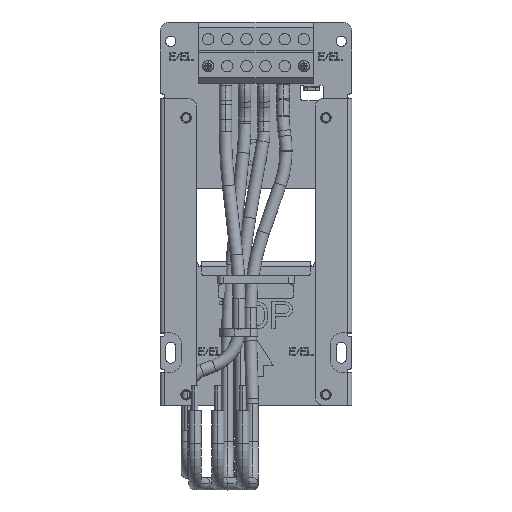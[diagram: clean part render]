
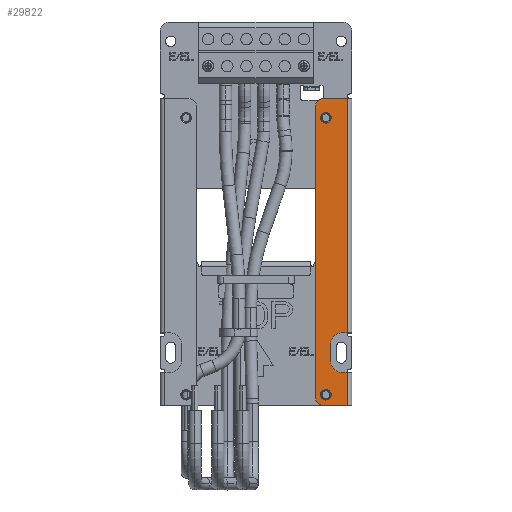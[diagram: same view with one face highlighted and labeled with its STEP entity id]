
A CAD part, top view. The second image highlights one B-rep face of the part: STEP entity #29822.
In plain terms, the highlighted planar face has unit normal (0, 0, 1).
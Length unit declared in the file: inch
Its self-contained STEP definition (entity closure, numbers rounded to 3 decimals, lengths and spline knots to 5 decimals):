
#198 = ORIENTED_EDGE ( 'NONE', *, *, #7949, .T. ) ;
#233 = ORIENTED_EDGE ( 'NONE', *, *, #22893, .T. ) ;
#365 = DIRECTION ( 'NONE',  ( 1., 0., 0. ) ) ;
#550 = EDGE_CURVE ( 'NONE', #19704, #8873, #3153, .T. ) ;
#649 = ORIENTED_EDGE ( 'NONE', *, *, #20060, .T. ) ;
#724 = VERTEX_POINT ( 'NONE', #16161 ) ;
#1087 = DIRECTION ( 'NONE',  ( 1., 0., 0. ) ) ;
#1168 = DIRECTION ( 'NONE',  ( 0., 0., -1. ) ) ;
#1180 = ORIENTED_EDGE ( 'NONE', *, *, #8733, .T. ) ;
#1550 = LINE ( 'NONE', #16173, #23490 ) ;
#1960 = DIRECTION ( 'NONE',  ( 0., 0., 1. ) ) ;
#2184 = EDGE_CURVE ( 'NONE', #16539, #29938, #21528, .T. ) ;
#2719 = EDGE_CURVE ( 'NONE', #16193, #13039, #5718, .T. ) ;
#2880 = DIRECTION ( 'NONE',  ( -1., 0., 0. ) ) ;
#3153 = LINE ( 'NONE', #25939, #16941 ) ;
#3372 = ORIENTED_EDGE ( 'NONE', *, *, #5734, .T. ) ;
#4041 = VERTEX_POINT ( 'NONE', #17964 ) ;
#5092 = CARTESIAN_POINT ( 'NONE',  ( 1.37795, 3.14961, 0.7874 ) ) ;
#5718 = CIRCLE ( 'NONE', #28236, 0.10827 ) ;
#5734 = EDGE_CURVE ( 'NONE', #13738, #11985, #17872, .T. ) ;
#6092 = EDGE_LOOP ( 'NONE', ( #33530, #8353, #25805, #17295, #26288, #1180, #8048, #233, #3372, #7984, #11701, #26515 ) ) ;
#6309 = CARTESIAN_POINT ( 'NONE',  ( 1.32874, -2.93307, 0.7874 ) ) ;
#6419 = VERTEX_POINT ( 'NONE', #5092 ) ;
#6588 = DIRECTION ( 'NONE',  ( -1., 0., 0. ) ) ;
#6663 = DIRECTION ( 'NONE',  ( 1., 0., 0. ) ) ;
#7541 = LINE ( 'NONE', #9348, #35151 ) ;
#7747 = CARTESIAN_POINT ( 'NONE',  ( 1.37795, -2.99213, 0.7874 ) ) ;
#7949 = EDGE_CURVE ( 'NONE', #35057, #32666, #12011, .T. ) ;
#7984 = ORIENTED_EDGE ( 'NONE', *, *, #25566, .T. ) ;
#8048 = ORIENTED_EDGE ( 'NONE', *, *, #550, .T. ) ;
#8353 = ORIENTED_EDGE ( 'NONE', *, *, #33271, .F. ) ;
#8472 = AXIS2_PLACEMENT_3D ( 'NONE', #13352, #30845, #1087 ) ;
#8642 = DIRECTION ( 'NONE',  ( -1., 0., 0. ) ) ;
#8733 = EDGE_CURVE ( 'NONE', #29938, #19704, #14486, .T. ) ;
#8873 = VERTEX_POINT ( 'NONE', #10823 ) ;
#9330 = FACE_OUTER_BOUND ( 'NONE', #6092, .T. ) ;
#9348 = CARTESIAN_POINT ( 'NONE',  ( 1.91856, 3.14961, 0.7874 ) ) ;
#9619 = DIRECTION ( 'NONE',  ( 1., 0., 0. ) ) ;
#9909 = DIRECTION ( 'NONE',  ( 1., 0., 0. ) ) ;
#10172 = CARTESIAN_POINT ( 'NONE',  ( 1.87402, -3.14961, 0.7874 ) ) ;
#10260 = LINE ( 'NONE', #16831, #10672 ) ;
#10672 = VECTOR ( 'NONE', #8642, 39.37008 ) ;
#10758 = CARTESIAN_POINT ( 'NONE',  ( 1.54528, 2.75591, 0.7874 ) ) ;
#10823 = CARTESIAN_POINT ( 'NONE',  ( 1.87402, -3.14961, 0.7874 ) ) ;
#10962 = CARTESIAN_POINT ( 'NONE',  ( 1.9685, -2.47047, 0.7874 ) ) ;
#10982 = EDGE_CURVE ( 'NONE', #724, #27036, #31812, .T. ) ;
#11419 = CARTESIAN_POINT ( 'NONE',  ( 1.87402, 3.14961, 0.7874 ) ) ;
#11701 = ORIENTED_EDGE ( 'NONE', *, *, #32037, .T. ) ;
#11985 = VERTEX_POINT ( 'NONE', #17474 ) ;
#11990 = DIRECTION ( 'NONE',  ( 1., 0., 0. ) ) ;
#12011 = CIRCLE ( 'NONE', #24506, 0.10827 ) ;
#12155 = CIRCLE ( 'NONE', #23792, 0.21654 ) ;
#13039 = VERTEX_POINT ( 'NONE', #29521 ) ;
#13352 = CARTESIAN_POINT ( 'NONE',  ( 1.9685, 3.14961, 0.7874 ) ) ;
#13358 = VECTOR ( 'NONE', #16373, 39.37008 ) ;
#13481 = PLANE ( 'NONE',  #8472 ) ;
#13559 = CIRCLE ( 'NONE', #13756, 0.10827 ) ;
#13738 = VERTEX_POINT ( 'NONE', #30974 ) ;
#13756 = AXIS2_PLACEMENT_3D ( 'NONE', #17503, #28898, #6663 ) ;
#14486 = CIRCLE ( 'NONE', #18077, 0.15748 ) ;
#15138 = DIRECTION ( 'NONE',  ( 0., 0., -1. ) ) ;
#16161 = CARTESIAN_POINT ( 'NONE',  ( 1.53543, -1.87992, 0.7874 ) ) ;
#16173 = CARTESIAN_POINT ( 'NONE',  ( 1.87402, 3.14961, 0.7874 ) ) ;
#16193 = VERTEX_POINT ( 'NONE', #6309 ) ;
#16373 = DIRECTION ( 'NONE',  ( 0., -1., 0. ) ) ;
#16404 = CARTESIAN_POINT ( 'NONE',  ( 1.43701, 2.75591, 0.7874 ) ) ;
#16539 = VERTEX_POINT ( 'NONE', #21936 ) ;
#16831 = CARTESIAN_POINT ( 'NONE',  ( 1.93701, -1.66339, 0.7874 ) ) ;
#16940 = CARTESIAN_POINT ( 'NONE',  ( 1.87402, -1.66339, 0.7874 ) ) ;
#16941 = VECTOR ( 'NONE', #11990, 39.37008 ) ;
#17295 = ORIENTED_EDGE ( 'NONE', *, *, #18525, .T. ) ;
#17474 = CARTESIAN_POINT ( 'NONE',  ( 1.75197, -2.47047, 0.7874 ) ) ;
#17503 = CARTESIAN_POINT ( 'NONE',  ( 1.43701, -2.93307, 0.7874 ) ) ;
#17872 = LINE ( 'NONE', #10962, #34310 ) ;
#17964 = CARTESIAN_POINT ( 'NONE',  ( 1.53543, -2.25394, 0.7874 ) ) ;
#18077 = AXIS2_PLACEMENT_3D ( 'NONE', #7747, #1960, #21239 ) ;
#18525 = EDGE_CURVE ( 'NONE', #6419, #16539, #26906, .T. ) ;
#18778 = DIRECTION ( 'NONE',  ( 1., 0., 0. ) ) ;
#19029 = AXIS2_PLACEMENT_3D ( 'NONE', #31868, #15138, #34209 ) ;
#19689 = EDGE_CURVE ( 'NONE', #13039, #16193, #13559, .T. ) ;
#19704 = VERTEX_POINT ( 'NONE', #33899 ) ;
#19923 = CIRCLE ( 'NONE', #34738, 0.10827 ) ;
#20060 = EDGE_CURVE ( 'NONE', #32666, #35057, #19923, .T. ) ;
#20545 = CARTESIAN_POINT ( 'NONE',  ( 1.43701, -2.93307, 0.7874 ) ) ;
#20677 = EDGE_LOOP ( 'NONE', ( #22004, #29280 ) ) ;
#21239 = DIRECTION ( 'NONE',  ( 1., 0., 0. ) ) ;
#21314 = DIRECTION ( 'NONE',  ( 0., 0., 1. ) ) ;
#21528 = LINE ( 'NONE', #27206, #13358 ) ;
#21812 = DIRECTION ( 'NONE',  ( 0., 1., 0. ) ) ;
#21936 = CARTESIAN_POINT ( 'NONE',  ( 1.22047, 2.99213, 0.7874 ) ) ;
#22004 = ORIENTED_EDGE ( 'NONE', *, *, #19689, .T. ) ;
#22639 = CARTESIAN_POINT ( 'NONE',  ( 1.22047, -2.99213, 0.7874 ) ) ;
#22893 = EDGE_CURVE ( 'NONE', #8873, #13738, #1550, .T. ) ;
#23490 = VECTOR ( 'NONE', #21812, 39.37008 ) ;
#23792 = AXIS2_PLACEMENT_3D ( 'NONE', #28438, #26279, #9909 ) ;
#23877 = EDGE_LOOP ( 'NONE', ( #198, #649 ) ) ;
#24506 = AXIS2_PLACEMENT_3D ( 'NONE', #28614, #1168, #9619 ) ;
#24797 = EDGE_CURVE ( 'NONE', #30705, #27036, #10260, .T. ) ;
#24978 = EDGE_CURVE ( 'NONE', #30657, #6419, #7541, .T. ) ;
#25566 = EDGE_CURVE ( 'NONE', #11985, #4041, #12155, .T. ) ;
#25805 = ORIENTED_EDGE ( 'NONE', *, *, #24978, .T. ) ;
#25939 = CARTESIAN_POINT ( 'NONE',  ( 1.9685, -3.14961, 0.7874 ) ) ;
#26113 = FACE_BOUND ( 'NONE', #23877, .T. ) ;
#26231 = VECTOR ( 'NONE', #29396, 39.37008 ) ;
#26279 = DIRECTION ( 'NONE',  ( 0., 0., -1. ) ) ;
#26288 = ORIENTED_EDGE ( 'NONE', *, *, #2184, .T. ) ;
#26515 = ORIENTED_EDGE ( 'NONE', *, *, #10982, .T. ) ;
#26700 = CARTESIAN_POINT ( 'NONE',  ( 1.32874, 2.75591, 0.7874 ) ) ;
#26906 = CIRCLE ( 'NONE', #33081, 0.15748 ) ;
#27036 = VERTEX_POINT ( 'NONE', #32804 ) ;
#27206 = CARTESIAN_POINT ( 'NONE',  ( 1.22047, 3.14961, 0.7874 ) ) ;
#28236 = AXIS2_PLACEMENT_3D ( 'NONE', #20545, #31163, #31399 ) ;
#28438 = CARTESIAN_POINT ( 'NONE',  ( 1.75197, -2.25394, 0.7874 ) ) ;
#28614 = CARTESIAN_POINT ( 'NONE',  ( 1.43701, 2.75591, 0.7874 ) ) ;
#28774 = LINE ( 'NONE', #10172, #26231 ) ;
#28898 = DIRECTION ( 'NONE',  ( 0., 0., -1. ) ) ;
#29280 = ORIENTED_EDGE ( 'NONE', *, *, #2719, .T. ) ;
#29396 = DIRECTION ( 'NONE',  ( 0., -1., 0. ) ) ;
#29521 = CARTESIAN_POINT ( 'NONE',  ( 1.54528, -2.93307, 0.7874 ) ) ;
#29822 = ADVANCED_FACE ( 'NONE', ( #9330, #33914, #26113 ), #13481, .T. ) ;
#29938 = VERTEX_POINT ( 'NONE', #22639 ) ;
#30657 = VERTEX_POINT ( 'NONE', #11419 ) ;
#30705 = VERTEX_POINT ( 'NONE', #16940 ) ;
#30845 = DIRECTION ( 'NONE',  ( 0., 0., 1. ) ) ;
#30974 = CARTESIAN_POINT ( 'NONE',  ( 1.87402, -2.47047, 0.7874 ) ) ;
#31163 = DIRECTION ( 'NONE',  ( 0., 0., -1. ) ) ;
#31399 = DIRECTION ( 'NONE',  ( 1., 0., 0. ) ) ;
#31812 = CIRCLE ( 'NONE', #19029, 0.21654 ) ;
#31862 = CARTESIAN_POINT ( 'NONE',  ( 1.53543, 3.14961, 0.7874 ) ) ;
#31868 = CARTESIAN_POINT ( 'NONE',  ( 1.75197, -1.87992, 0.7874 ) ) ;
#32037 = EDGE_CURVE ( 'NONE', #4041, #724, #33266, .T. ) ;
#32666 = VERTEX_POINT ( 'NONE', #26700 ) ;
#32804 = CARTESIAN_POINT ( 'NONE',  ( 1.75197, -1.66339, 0.7874 ) ) ;
#32894 = DIRECTION ( 'NONE',  ( 0., 0., -1. ) ) ;
#33081 = AXIS2_PLACEMENT_3D ( 'NONE', #34962, #21314, #18778 ) ;
#33266 = LINE ( 'NONE', #31862, #34155 ) ;
#33271 = EDGE_CURVE ( 'NONE', #30657, #30705, #28774, .T. ) ;
#33530 = ORIENTED_EDGE ( 'NONE', *, *, #24797, .F. ) ;
#33899 = CARTESIAN_POINT ( 'NONE',  ( 1.37795, -3.14961, 0.7874 ) ) ;
#33914 = FACE_BOUND ( 'NONE', #20677, .T. ) ;
#34155 = VECTOR ( 'NONE', #35027, 39.37008 ) ;
#34209 = DIRECTION ( 'NONE',  ( 1., 0., 0. ) ) ;
#34310 = VECTOR ( 'NONE', #2880, 39.37008 ) ;
#34738 = AXIS2_PLACEMENT_3D ( 'NONE', #16404, #32894, #365 ) ;
#34962 = CARTESIAN_POINT ( 'NONE',  ( 1.37795, 2.99213, 0.7874 ) ) ;
#35027 = DIRECTION ( 'NONE',  ( 0., 1., 0. ) ) ;
#35057 = VERTEX_POINT ( 'NONE', #10758 ) ;
#35151 = VECTOR ( 'NONE', #6588, 39.37008 ) ;
